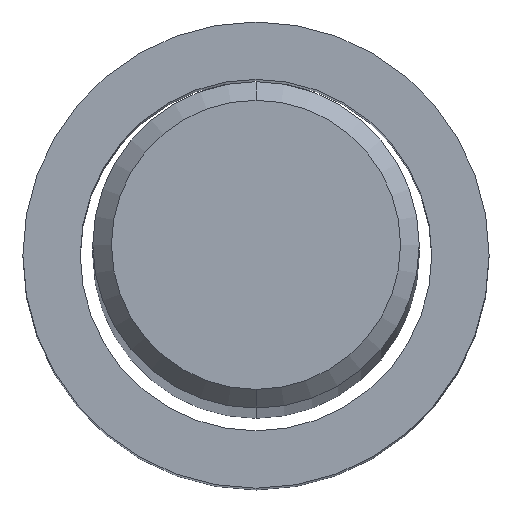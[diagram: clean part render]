
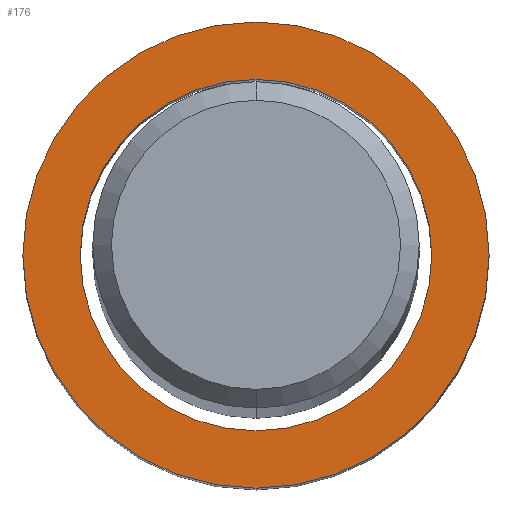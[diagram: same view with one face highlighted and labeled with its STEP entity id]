
A CAD part, top view. The second image highlights one B-rep face of the part: STEP entity #176.
In plain terms, the highlighted planar face has unit normal (0, 0, 1).
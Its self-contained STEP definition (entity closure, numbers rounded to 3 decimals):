
#176=ADVANCED_FACE('',(#473,#474),#475,.T.);
#214=EDGE_CURVE('',#224,#226,#517,.T.);
#224=VERTEX_POINT('',#529);
#226=VERTEX_POINT('',#531);
#282=EDGE_CURVE('',#358,#388,#593,.T.);
#358=VERTEX_POINT('',#676);
#368=EDGE_CURVE('',#388,#358,#686,.T.);
#388=VERTEX_POINT('',#708);
#392=EDGE_CURVE('',#226,#224,#712,.T.);
#473=FACE_OUTER_BOUND('',#794,.T.);
#474=FACE_BOUND('',#795,.T.);
#475=PLANE('',#796);
#517=CIRCLE('',#881,5.0);
#529=CARTESIAN_POINT('',(0.,-5.0,-126.0));
#531=CARTESIAN_POINT('',(0.0,5.0,-126.0));
#593=CIRCLE('',#1001,3.769);
#676=CARTESIAN_POINT('',(0.,-3.769,-126.0));
#686=CIRCLE('',#1267,3.769);
#708=CARTESIAN_POINT('',(0.0,3.769,-126.0));
#712=CIRCLE('',#1312,5.0);
#794=EDGE_LOOP('',(#1409,#1410));
#795=EDGE_LOOP('',(#1411,#1412));
#796=AXIS2_PLACEMENT_3D('',#1413,#1414,#1415);
#881=AXIS2_PLACEMENT_3D('',#1458,#1459,#1460);
#1001=AXIS2_PLACEMENT_3D('',#1555,#1556,#1557);
#1267=AXIS2_PLACEMENT_3D('',#1659,#1660,#1661);
#1312=AXIS2_PLACEMENT_3D('',#1678,#1679,#1680);
#1409=ORIENTED_EDGE('',*,*,#392,.F.);
#1410=ORIENTED_EDGE('',*,*,#214,.F.);
#1411=ORIENTED_EDGE('',*,*,#368,.T.);
#1412=ORIENTED_EDGE('',*,*,#282,.T.);
#1413=CARTESIAN_POINT('',(0.0,4.385,-126.0));
#1414=DIRECTION('',(-0.0,0.0,1.0));
#1415=DIRECTION('',(0.0,-1.0,0.0));
#1458=CARTESIAN_POINT('',(0.0,0.0,-126.0));
#1459=DIRECTION('',(0.0,0.0,-1.0));
#1460=DIRECTION('',(0.0,1.0,0.0));
#1555=CARTESIAN_POINT('',(0.0,0.0,-126.0));
#1556=DIRECTION('',(0.0,0.0,-1.0));
#1557=DIRECTION('',(0.0,1.0,0.0));
#1659=CARTESIAN_POINT('',(0.0,0.0,-126.0));
#1660=DIRECTION('',(0.0,0.0,-1.0));
#1661=DIRECTION('',(0.0,1.0,0.0));
#1678=CARTESIAN_POINT('',(0.0,0.0,-126.0));
#1679=DIRECTION('',(0.0,0.0,-1.0));
#1680=DIRECTION('',(0.0,1.0,0.0));
